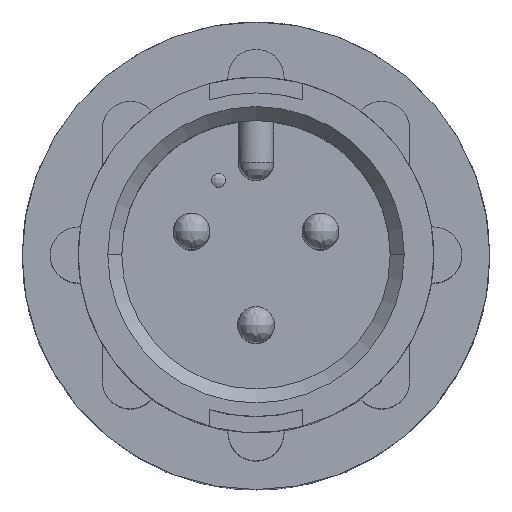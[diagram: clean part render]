
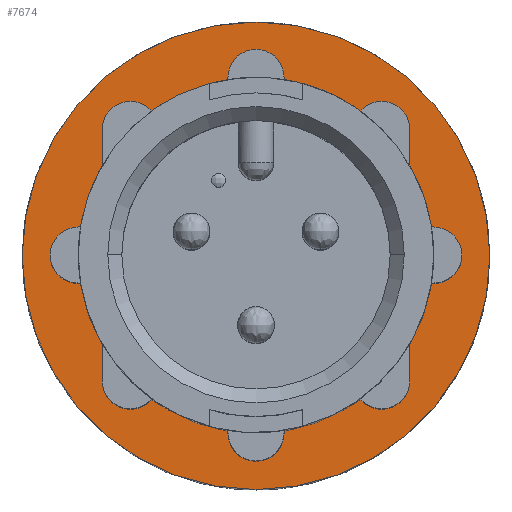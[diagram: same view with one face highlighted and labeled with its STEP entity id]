
A CAD part, top view. The second image highlights one B-rep face of the part: STEP entity #7674.
In plain terms, the highlighted planar face has unit normal (0, 0, 1).
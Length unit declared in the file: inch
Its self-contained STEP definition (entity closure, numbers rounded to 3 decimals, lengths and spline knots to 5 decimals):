
#12 = FACE_BOUND ( 'NONE', #10737, .T. ) ;
#33 = FACE_OUTER_BOUND ( 'NONE', #10772, .T. ) ;
#49 = AXIS2_PLACEMENT_3D ( 'NONE', #5988, #5989, #5990 ) ;
#1317 = ORIENTED_EDGE ( 'NONE', *, *, #7242, .T. ) ;
#1342 = ORIENTED_EDGE ( 'NONE', *, *, #7184, .F. ) ;
#1380 = ORIENTED_EDGE ( 'NONE', *, *, #7433, .F. ) ;
#1381 = ORIENTED_EDGE ( 'NONE', *, *, #7037, .T. ) ;
#3202 = CARTESIAN_POINT ( 'NONE',  ( 0., 0., -0.672 ) ) ;
#3206 = DIRECTION ( 'NONE',  ( 0., 0., -1. ) ) ;
#3207 = DIRECTION ( 'NONE',  ( 1., 0., 0. ) ) ;
#5987 = PLANE ( 'NONE',  #49 ) ;
#5988 = CARTESIAN_POINT ( 'NONE',  ( 0., -0.1725, -0.672 ) ) ;
#5989 = DIRECTION ( 'NONE',  ( 0., 0., 1. ) ) ;
#5990 = DIRECTION ( 'NONE',  ( 1., 0., 0. ) ) ;
#6021 = CARTESIAN_POINT ( 'NONE',  ( -0.1705, 0., -0.672 ) ) ;
#6023 = CARTESIAN_POINT ( 'NONE',  ( 0.25, 0., -0.672 ) ) ;
#6109 = CARTESIAN_POINT ( 'NONE',  ( 0.1705, 0., -0.672 ) ) ;
#6134 = CARTESIAN_POINT ( 'NONE',  ( -0.25, 0., -0.672 ) ) ;
#6406 = AXIS2_PLACEMENT_3D ( 'NONE', #8253, #8254, #8255 ) ;
#6700 = AXIS2_PLACEMENT_3D ( 'NONE', #3202, #3206, #3207 ) ;
#6771 = AXIS2_PLACEMENT_3D ( 'NONE', #9826, #9827, #9828 ) ;
#6816 = AXIS2_PLACEMENT_3D ( 'NONE', #10105, #10106, #10107 ) ;
#7016 = CIRCLE ( 'NONE', #6771, 0.25 ) ;
#7037 = EDGE_CURVE ( 'NONE', #11042, #10954, #7648, .T. ) ;
#7184 = EDGE_CURVE ( 'NONE', #10956, #11067, #7016, .T. ) ;
#7242 = EDGE_CURVE ( 'NONE', #10954, #11042, #7515, .T. ) ;
#7433 = EDGE_CURVE ( 'NONE', #11067, #10956, #7521, .T. ) ;
#7515 = CIRCLE ( 'NONE', #6816, 0.1705 ) ;
#7521 = CIRCLE ( 'NONE', #6700, 0.25 ) ;
#7648 = CIRCLE ( 'NONE', #6406, 0.1705 ) ;
#7674 = ADVANCED_FACE ( 'NONE', ( #12, #33 ), #5987, .T. ) ;
#8253 = CARTESIAN_POINT ( 'NONE',  ( 0., 0., -0.672 ) ) ;
#8254 = DIRECTION ( 'NONE',  ( 0., 0., -1. ) ) ;
#8255 = DIRECTION ( 'NONE',  ( 1., 0., 0. ) ) ;
#9826 = CARTESIAN_POINT ( 'NONE',  ( 0., 0., -0.672 ) ) ;
#9827 = DIRECTION ( 'NONE',  ( 0., 0., -1. ) ) ;
#9828 = DIRECTION ( 'NONE',  ( 1., 0., 0. ) ) ;
#10105 = CARTESIAN_POINT ( 'NONE',  ( 0., 0., -0.672 ) ) ;
#10106 = DIRECTION ( 'NONE',  ( 0., 0., -1. ) ) ;
#10107 = DIRECTION ( 'NONE',  ( 1., 0., 0. ) ) ;
#10737 = EDGE_LOOP ( 'NONE', ( #1381, #1317 ) ) ;
#10772 = EDGE_LOOP ( 'NONE', ( #1342, #1380 ) ) ;
#10954 = VERTEX_POINT ( 'NONE', #6021 ) ;
#10956 = VERTEX_POINT ( 'NONE', #6023 ) ;
#11042 = VERTEX_POINT ( 'NONE', #6109 ) ;
#11067 = VERTEX_POINT ( 'NONE', #6134 ) ;
